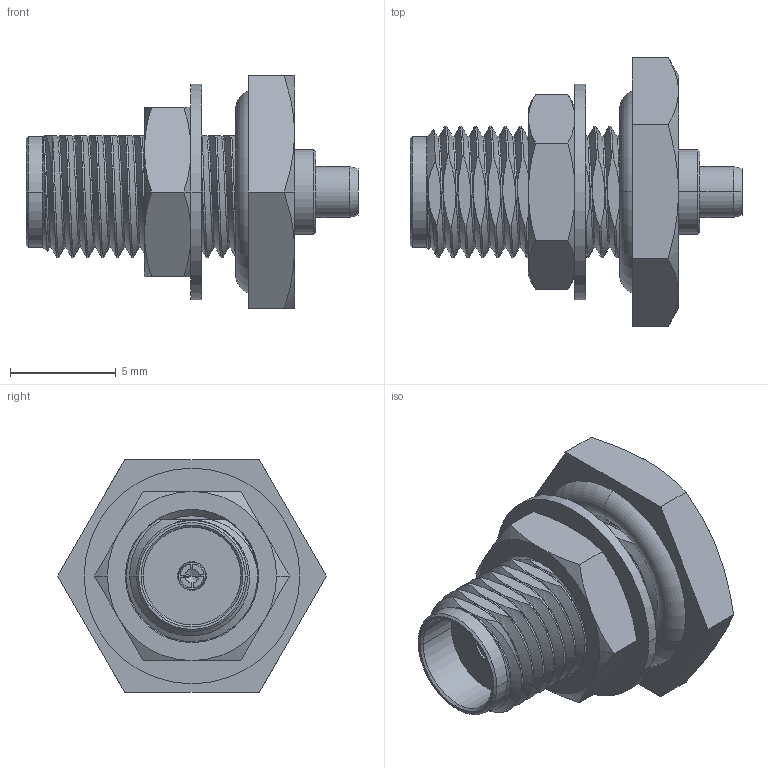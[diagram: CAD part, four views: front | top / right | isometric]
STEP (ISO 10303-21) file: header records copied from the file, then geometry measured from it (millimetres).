
FILE_DESCRIPTION (( 'STEP AP214' ), '1' );
FILE_NAME ('FMCN5361_3D.step', '2025-04-17T23:22:27', ( '' ), ( '' ), 'SwSTEP 2.0', 'SolidWorks 2022', '' );
FILE_SCHEMA (( 'AUTOMOTIVE_DESIGN' ));
Length unit declared in the file: inch
Products named in the file (8): Washer^FMCN5361; FMCN5361_3D; Body^FMCN5361; Nut^FMCN5361; Insulator^FMCN5361; Barrel^FMCN5361; O-Ring^FMCN5361; Center Pin^FMCN5361
Assembly tree (7 placements, depth 2):
  FMCN5361_3D
    Body^FMCN5361
    Nut^FMCN5361
    Washer^FMCN5361
    O-Ring^FMCN5361
    Insulator^FMCN5361
    Center Pin^FMCN5361
    Barrel^FMCN5361
Bounding box: 15.7 x 12.7 x 11 mm (x, y, z)
Volume: 547.7 mm3; surface area: 1301.1 mm2
Topology: 7 solids, 7 shells, 264 faces, 666 edges, 417 vertices
Faces by surface type: cylinder 111, plane 86, cone 44, sphere 16, torus 4, bspline 3
Entity records: 10711 total; most frequent: CARTESIAN_POINT 4269, ORIENTED_EDGE 1324, DIRECTION 1254, EDGE_CURVE 662, AXIS2_PLACEMENT_3D 500, VERTEX_POINT 417, EDGE_LOOP 285, FACE_OUTER_BOUND 264
